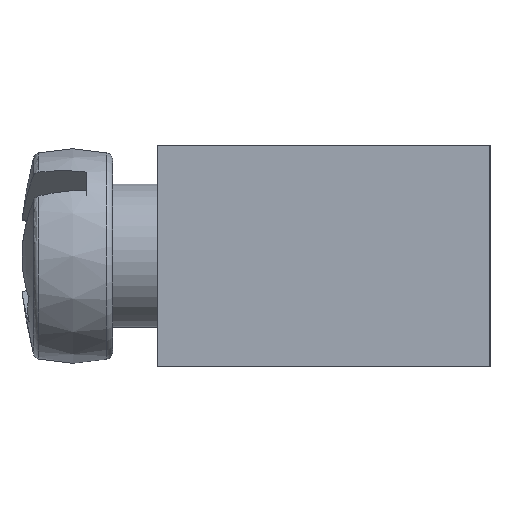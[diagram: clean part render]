
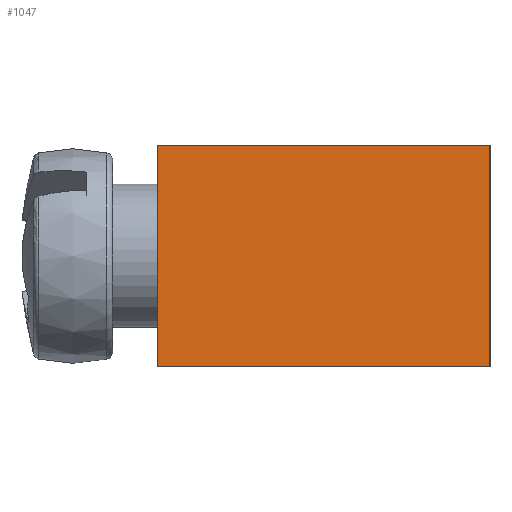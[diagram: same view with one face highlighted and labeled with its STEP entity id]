
A CAD part, left-side view. The second image highlights one B-rep face of the part: STEP entity #1047.
In plain terms, the highlighted planar face has unit normal (-1, 0, 0).
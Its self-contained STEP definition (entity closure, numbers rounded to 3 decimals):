
#59=LINE('',#1702,#93);
#61=LINE('',#1723,#95);
#66=LINE('',#1909,#100);
#67=LINE('',#1911,#101);
#93=VECTOR('',#1250,9.);
#95=VECTOR('',#1270,9.);
#100=VECTOR('',#1375,6.);
#101=VECTOR('',#1378,6.);
#128=PLANE('',#1150);
#332=FACE_OUTER_BOUND('',#446,.T.);
#446=EDGE_LOOP('',(#817,#818,#819,#820));
#512=VERTEX_POINT('',#1695);
#515=VERTEX_POINT('',#1700);
#524=VERTEX_POINT('',#1720);
#525=VERTEX_POINT('',#1722);
#612=EDGE_CURVE('',#515,#512,#59,.T.);
#621=EDGE_CURVE('',#524,#525,#61,.T.);
#654=EDGE_CURVE('',#525,#515,#66,.T.);
#655=EDGE_CURVE('',#512,#524,#67,.T.);
#817=ORIENTED_EDGE('',*,*,#654,.F.);
#818=ORIENTED_EDGE('',*,*,#621,.F.);
#819=ORIENTED_EDGE('',*,*,#655,.F.);
#820=ORIENTED_EDGE('',*,*,#612,.F.);
#1047=ADVANCED_FACE('',(#332),#128,.T.);
#1150=AXIS2_PLACEMENT_3D('',#1910,#1376,#1377);
#1250=DIRECTION('',(0.,1.,0.));
#1270=DIRECTION('',(0.,-1.,0.));
#1375=DIRECTION('',(0.,0.,-1.));
#1376=DIRECTION('center_axis',(-1.,0.,0.));
#1377=DIRECTION('ref_axis',(0.,-1.,0.));
#1378=DIRECTION('',(0.,0.,1.));
#1695=CARTESIAN_POINT('',(-30.,4.5,-3.));
#1700=CARTESIAN_POINT('',(-30.,-4.5,-3.));
#1702=CARTESIAN_POINT('',(-30.,-4.5,-3.));
#1720=CARTESIAN_POINT('',(-30.,4.5,3.));
#1722=CARTESIAN_POINT('',(-30.,-4.5,3.));
#1723=CARTESIAN_POINT('',(-30.,-4.5,3.));
#1909=CARTESIAN_POINT('',(-30.,-4.5,0.));
#1910=CARTESIAN_POINT('Origin',(-30.,4.5,0.));
#1911=CARTESIAN_POINT('',(-30.,4.5,0.));
